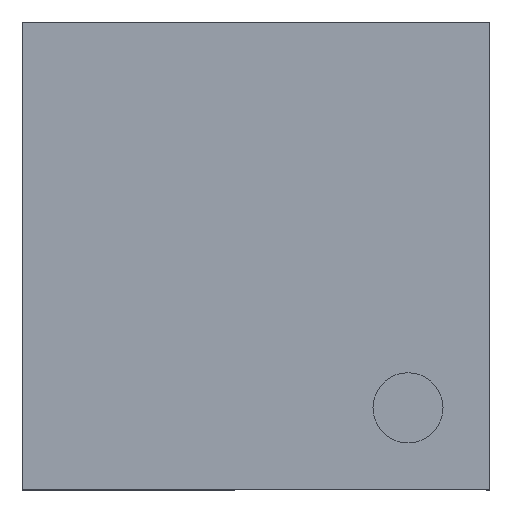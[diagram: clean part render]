
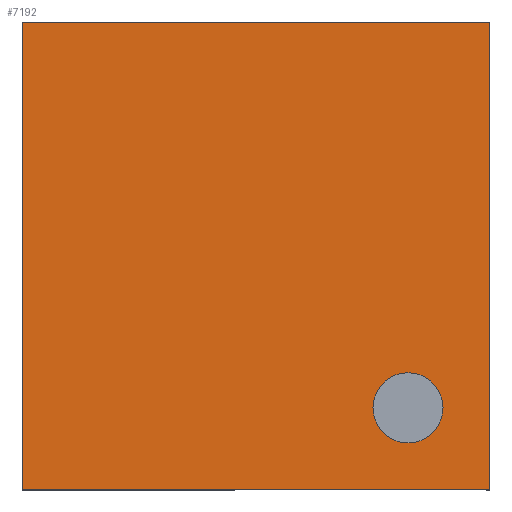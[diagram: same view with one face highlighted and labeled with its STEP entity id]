
A CAD part, top view. The second image highlights one B-rep face of the part: STEP entity #7192.
In plain terms, the highlighted planar face has unit normal (0, 0, 1).
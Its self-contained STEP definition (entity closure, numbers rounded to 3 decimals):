
#72 = EDGE_LOOP ( 'NONE', ( #6972, #7150 ) ) ;
#189 = VECTOR ( 'NONE', #304, 1000. ) ;
#289 = DIRECTION ( 'NONE',  ( 0., -1., 0. ) ) ;
#304 = DIRECTION ( 'NONE',  ( 0., 1., 0. ) ) ;
#330 = CARTESIAN_POINT ( 'NONE',  ( -1., -1., 0.85 ) ) ;
#408 = VERTEX_POINT ( 'NONE', #2357 ) ;
#727 = VECTOR ( 'NONE', #7181, 1000. ) ;
#841 = PLANE ( 'NONE',  #3282 ) ;
#869 = DIRECTION ( 'NONE',  ( -1., 0., 0. ) ) ;
#1104 = LINE ( 'NONE', #7259, #727 ) ;
#1380 = AXIS2_PLACEMENT_3D ( 'NONE', #6554, #4170, #6478 ) ;
#1476 = CARTESIAN_POINT ( 'NONE',  ( 0.65, -0.65, 0.85 ) ) ;
#1577 = DIRECTION ( 'NONE',  ( 0., 0., 1. ) ) ;
#1712 = VERTEX_POINT ( 'NONE', #3181 ) ;
#2124 = CARTESIAN_POINT ( 'NONE',  ( 1., -1., 0.85 ) ) ;
#2194 = EDGE_CURVE ( 'NONE', #408, #1712, #5576, .T. ) ;
#2357 = CARTESIAN_POINT ( 'NONE',  ( 0.8, -0.65, 0.85 ) ) ;
#2483 = CARTESIAN_POINT ( 'NONE',  ( -1., -1., 0.85 ) ) ;
#2541 = EDGE_CURVE ( 'NONE', #1712, #408, #3205, .T. ) ;
#2999 = EDGE_CURVE ( 'NONE', #4090, #3564, #6944, .T. ) ;
#3181 = CARTESIAN_POINT ( 'NONE',  ( 0.5, -0.65, 0.85 ) ) ;
#3198 = VERTEX_POINT ( 'NONE', #3968 ) ;
#3205 = CIRCLE ( 'NONE', #6395, 0.15 ) ;
#3282 = AXIS2_PLACEMENT_3D ( 'NONE', #4428, #7432, #869 ) ;
#3564 = VERTEX_POINT ( 'NONE', #330 ) ;
#3644 = VECTOR ( 'NONE', #3680, 1000. ) ;
#3680 = DIRECTION ( 'NONE',  ( -1., 0., 0. ) ) ;
#3764 = FACE_BOUND ( 'NONE', #72, .T. ) ;
#3857 = ORIENTED_EDGE ( 'NONE', *, *, #7681, .T. ) ;
#3968 = CARTESIAN_POINT ( 'NONE',  ( 1., -1., 0.85 ) ) ;
#4090 = VERTEX_POINT ( 'NONE', #6881 ) ;
#4170 = DIRECTION ( 'NONE',  ( 0., 0., 1. ) ) ;
#4234 = CARTESIAN_POINT ( 'NONE',  ( 1., 1., 0.85 ) ) ;
#4353 = EDGE_LOOP ( 'NONE', ( #7157, #3857, #4988, #5155 ) ) ;
#4428 = CARTESIAN_POINT ( 'NONE',  ( 0., 0., 0.85 ) ) ;
#4740 = EDGE_CURVE ( 'NONE', #3198, #5522, #5792, .T. ) ;
#4988 = ORIENTED_EDGE ( 'NONE', *, *, #2999, .T. ) ;
#5093 = EDGE_CURVE ( 'NONE', #3564, #3198, #1104, .T. ) ;
#5148 = LINE ( 'NONE', #7290, #3644 ) ;
#5155 = ORIENTED_EDGE ( 'NONE', *, *, #5093, .T. ) ;
#5522 = VERTEX_POINT ( 'NONE', #4234 ) ;
#5576 = CIRCLE ( 'NONE', #1380, 0.15 ) ;
#5792 = LINE ( 'NONE', #2124, #189 ) ;
#6372 = DIRECTION ( 'NONE',  ( 1., 0., 0. ) ) ;
#6395 = AXIS2_PLACEMENT_3D ( 'NONE', #1476, #1577, #6372 ) ;
#6454 = VECTOR ( 'NONE', #289, 1000. ) ;
#6478 = DIRECTION ( 'NONE',  ( 1., 0., 0. ) ) ;
#6554 = CARTESIAN_POINT ( 'NONE',  ( 0.65, -0.65, 0.85 ) ) ;
#6565 = FACE_OUTER_BOUND ( 'NONE', #4353, .T. ) ;
#6881 = CARTESIAN_POINT ( 'NONE',  ( -1., 1., 0.85 ) ) ;
#6944 = LINE ( 'NONE', #2483, #6454 ) ;
#6972 = ORIENTED_EDGE ( 'NONE', *, *, #2194, .F. ) ;
#7150 = ORIENTED_EDGE ( 'NONE', *, *, #2541, .F. ) ;
#7157 = ORIENTED_EDGE ( 'NONE', *, *, #4740, .T. ) ;
#7181 = DIRECTION ( 'NONE',  ( 1., 0., 0. ) ) ;
#7192 = ADVANCED_FACE ( 'NONE', ( #3764, #6565 ), #841, .F. ) ;
#7259 = CARTESIAN_POINT ( 'NONE',  ( -1., -1., 0.85 ) ) ;
#7290 = CARTESIAN_POINT ( 'NONE',  ( -1., 1., 0.85 ) ) ;
#7432 = DIRECTION ( 'NONE',  ( 0., 0., -1. ) ) ;
#7681 = EDGE_CURVE ( 'NONE', #5522, #4090, #5148, .T. ) ;
